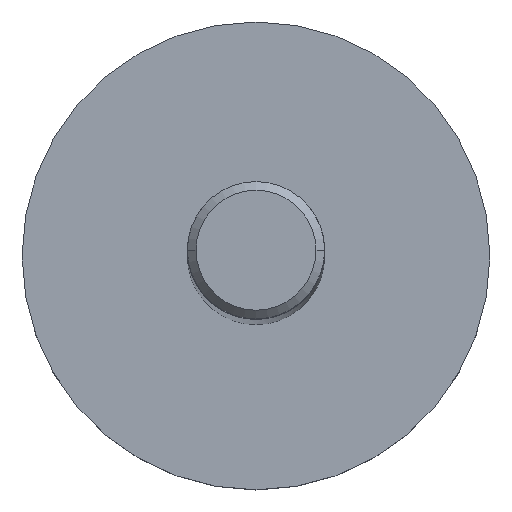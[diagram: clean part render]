
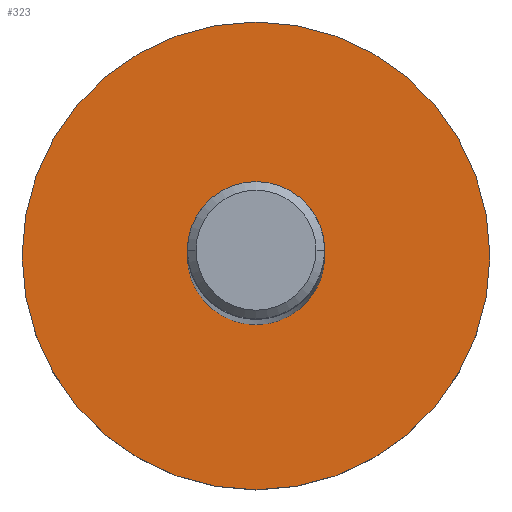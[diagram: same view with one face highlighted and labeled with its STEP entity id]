
A CAD part, top view. The second image highlights one B-rep face of the part: STEP entity #323.
In plain terms, the highlighted planar face has unit normal (0, 0, 1).
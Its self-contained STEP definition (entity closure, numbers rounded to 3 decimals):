
#15=FACE_BOUND('',#60,.T.);
#18=PLANE('',#355);
#39=FACE_OUTER_BOUND('',#59,.T.);
#59=EDGE_LOOP('',(#245,#246));
#60=EDGE_LOOP('',(#247,#248));
#126=CIRCLE('',#345,3.962);
#128=CIRCLE('',#348,13.494);
#133=CIRCLE('',#356,13.494);
#134=CIRCLE('',#357,3.962);
#149=VERTEX_POINT('',#502);
#150=VERTEX_POINT('',#504);
#155=VERTEX_POINT('',#519);
#156=VERTEX_POINT('',#520);
#180=EDGE_CURVE('',#149,#150,#126,.T.);
#186=EDGE_CURVE('',#155,#156,#128,.T.);
#197=EDGE_CURVE('',#156,#155,#133,.T.);
#198=EDGE_CURVE('',#150,#149,#134,.T.);
#245=ORIENTED_EDGE('',*,*,#197,.T.);
#246=ORIENTED_EDGE('',*,*,#186,.T.);
#247=ORIENTED_EDGE('',*,*,#198,.F.);
#248=ORIENTED_EDGE('',*,*,#180,.F.);
#323=ADVANCED_FACE('',(#39,#15),#18,.T.);
#345=AXIS2_PLACEMENT_3D('',#505,#396,#397);
#348=AXIS2_PLACEMENT_3D('',#521,#405,#406);
#355=AXIS2_PLACEMENT_3D('',#542,#425,#426);
#356=AXIS2_PLACEMENT_3D('',#543,#427,#428);
#357=AXIS2_PLACEMENT_3D('',#544,#429,#430);
#396=DIRECTION('center_axis',(0.,0.,1.));
#397=DIRECTION('ref_axis',(-1.,0.,0.));
#405=DIRECTION('center_axis',(0.,0.,1.));
#406=DIRECTION('ref_axis',(-1.,0.,0.));
#425=DIRECTION('center_axis',(0.,0.,1.));
#426=DIRECTION('ref_axis',(-1.,0.,0.));
#427=DIRECTION('center_axis',(0.,0.,1.));
#428=DIRECTION('ref_axis',(-1.,0.,0.));
#429=DIRECTION('center_axis',(0.,0.,1.));
#430=DIRECTION('ref_axis',(-1.,0.,0.));
#502=CARTESIAN_POINT('',(-3.962,0.,-61.));
#504=CARTESIAN_POINT('',(3.962,0.,-61.));
#505=CARTESIAN_POINT('Origin',(0.,0.,-61.));
#519=CARTESIAN_POINT('',(-13.494,0.,-61.));
#520=CARTESIAN_POINT('',(13.494,0.,-61.));
#521=CARTESIAN_POINT('Origin',(0.,0.,-61.));
#542=CARTESIAN_POINT('Origin',(0.,0.,-61.));
#543=CARTESIAN_POINT('Origin',(0.,0.,-61.));
#544=CARTESIAN_POINT('Origin',(0.,0.,-61.));
